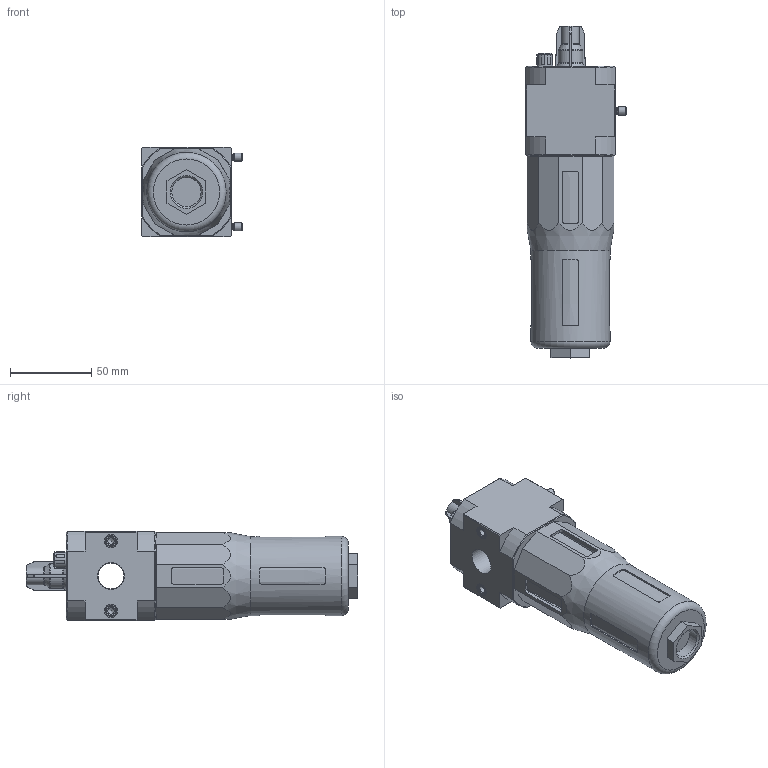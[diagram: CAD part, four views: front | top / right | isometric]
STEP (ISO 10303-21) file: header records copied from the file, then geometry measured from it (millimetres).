
FILE_DESCRIPTION(/* description */ ('STEP AP214'),/* implementation_level */ '2;1');
FILE_NAME(/* name */ '192576_LOE-D-MIDI',/* time_stamp */ '2024-09-03T10:21:53+02:00',/* author */ ('License CC BY-ND 4.0'),/* organization */ ('CADENAS'),/* preprocessor_version */ 'ST-DEVELOPER v19.3',/* originating_system */ 'PARTsolutions',/* authorisation */ ' ');
FILE_SCHEMA (('AUTOMOTIVE_DESIGN {1 0 10303 214 3 1 1}'));
Length unit declared in the file: millimetre
Products named in the file (3): 192576 LOE-D-MIDI; 120536 LOE-D-MIDI; 351358 FRB-D-MIDI
Assembly tree (3 placements, depth 2):
  192576 LOE-D-MIDI
    120536 LOE-D-MIDI
    351358 FRB-D-MIDI  x2
Bounding box: 61.8 x 204.3 x 55 mm (x, y, z)
Volume: 370807.4 mm3; surface area: 78340.6 mm2
Topology: 3 solids, 3 shells, 364 faces, 989 edges, 646 vertices
Faces by surface type: plane 201, cylinder 87, cone 49, torus 27
Full cylindrical faces by diameter (mm): 3.2 x1, 3.6 x1, 3.7 x2, 3.8 x1, 4.134 x2, 5 x2, 7 x2, 10 x1, 16.4 x1, 18 x1, 26.4 x1, 30.8 x1, 46.7 x1, 48.7 x1
Entity records: 13747 total; most frequent: CARTESIAN_POINT 2709, ORIENTED_EDGE 1828, DIRECTION 1677, EDGE_CURVE 914, AXIS2_PLACEMENT_3D 637, VERTEX_POINT 621, FACE_BOUND 451, EDGE_LOOP 450
